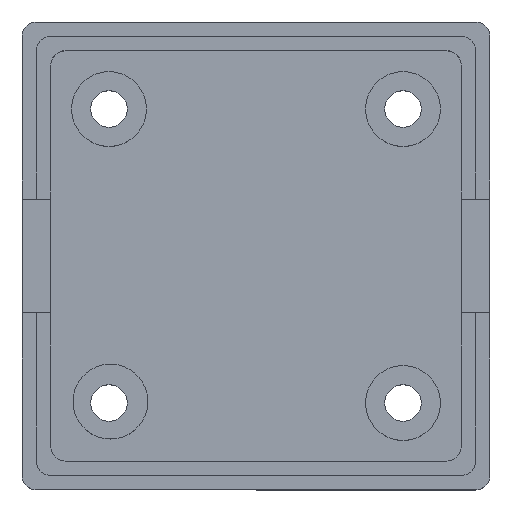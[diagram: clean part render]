
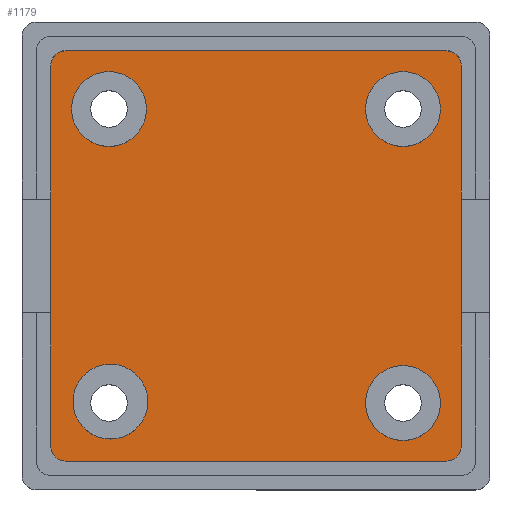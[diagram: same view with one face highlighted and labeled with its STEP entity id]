
A CAD part, top view. The second image highlights one B-rep face of the part: STEP entity #1179.
In plain terms, the highlighted planar face has unit normal (0, 0, 1).
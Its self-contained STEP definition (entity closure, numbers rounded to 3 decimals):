
#19=FACE_BOUND('',#206,.T.);
#20=FACE_BOUND('',#207,.T.);
#21=FACE_BOUND('',#208,.T.);
#22=FACE_BOUND('',#209,.T.);
#69=CIRCLE('',#1264,1.);
#71=CIRCLE('',#1270,1.);
#77=CIRCLE('',#1281,1.);
#78=CIRCLE('',#1283,1.);
#79=CIRCLE('',#1284,2.6);
#80=CIRCLE('',#1285,2.6);
#81=CIRCLE('',#1286,2.6);
#82=CIRCLE('',#1287,2.6);
#137=FACE_OUTER_BOUND('',#205,.T.);
#205=EDGE_LOOP('',(#947,#948,#949,#950,#951,#952,#953,#954));
#206=EDGE_LOOP('',(#955));
#207=EDGE_LOOP('',(#956));
#208=EDGE_LOOP('',(#957));
#209=EDGE_LOOP('',(#958));
#321=LINE('',#1845,#441);
#333=LINE('',#1883,#453);
#339=LINE('',#1899,#459);
#350=LINE('',#1934,#470);
#441=VECTOR('',#1457,10.);
#453=VECTOR('',#1493,10.);
#459=VECTOR('',#1511,10.);
#470=VECTOR('',#1550,10.);
#550=VERTEX_POINT('',#1842);
#551=VERTEX_POINT('',#1844);
#564=VERTEX_POINT('',#1880);
#565=VERTEX_POINT('',#1882);
#568=VERTEX_POINT('',#1896);
#569=VERTEX_POINT('',#1898);
#570=VERTEX_POINT('',#1902);
#579=VERTEX_POINT('',#1933);
#580=VERTEX_POINT('',#1936);
#581=VERTEX_POINT('',#1938);
#582=VERTEX_POINT('',#1940);
#583=VERTEX_POINT('',#1942);
#673=EDGE_CURVE('',#551,#550,#321,.T.);
#693=EDGE_CURVE('',#565,#564,#333,.T.);
#695=EDGE_CURVE('',#564,#551,#69,.T.);
#701=EDGE_CURVE('',#569,#568,#339,.T.);
#704=EDGE_CURVE('',#568,#570,#71,.T.);
#718=EDGE_CURVE('',#550,#569,#77,.T.);
#719=EDGE_CURVE('',#570,#579,#350,.T.);
#720=EDGE_CURVE('',#579,#565,#78,.T.);
#721=EDGE_CURVE('',#580,#580,#79,.T.);
#722=EDGE_CURVE('',#581,#581,#80,.T.);
#723=EDGE_CURVE('',#582,#582,#81,.T.);
#724=EDGE_CURVE('',#583,#583,#82,.T.);
#947=ORIENTED_EDGE('',*,*,#718,.T.);
#948=ORIENTED_EDGE('',*,*,#701,.T.);
#949=ORIENTED_EDGE('',*,*,#704,.T.);
#950=ORIENTED_EDGE('',*,*,#719,.T.);
#951=ORIENTED_EDGE('',*,*,#720,.T.);
#952=ORIENTED_EDGE('',*,*,#693,.T.);
#953=ORIENTED_EDGE('',*,*,#695,.T.);
#954=ORIENTED_EDGE('',*,*,#673,.T.);
#955=ORIENTED_EDGE('',*,*,#721,.T.);
#956=ORIENTED_EDGE('',*,*,#722,.T.);
#957=ORIENTED_EDGE('',*,*,#723,.T.);
#958=ORIENTED_EDGE('',*,*,#724,.T.);
#1132=PLANE('',#1282);
#1179=ADVANCED_FACE('',(#137,#19,#20,#21,#22),#1132,.T.);
#1264=AXIS2_PLACEMENT_3D('',#1886,#1497,#1498);
#1270=AXIS2_PLACEMENT_3D('',#1904,#1516,#1517);
#1281=AXIS2_PLACEMENT_3D('',#1931,#1546,#1547);
#1282=AXIS2_PLACEMENT_3D('',#1932,#1548,#1549);
#1283=AXIS2_PLACEMENT_3D('',#1935,#1551,#1552);
#1284=AXIS2_PLACEMENT_3D('',#1937,#1553,#1554);
#1285=AXIS2_PLACEMENT_3D('',#1939,#1555,#1556);
#1286=AXIS2_PLACEMENT_3D('',#1941,#1557,#1558);
#1287=AXIS2_PLACEMENT_3D('',#1943,#1559,#1560);
#1457=DIRECTION('',(0.,-1.,0.));
#1493=DIRECTION('',(-1.,0.,0.));
#1497=DIRECTION('center_axis',(0.,0.,1.));
#1498=DIRECTION('ref_axis',(-0.707,0.707,0.));
#1511=DIRECTION('',(1.,0.,0.));
#1516=DIRECTION('center_axis',(0.,0.,1.));
#1517=DIRECTION('ref_axis',(0.707,-0.707,0.));
#1546=DIRECTION('center_axis',(0.,0.,1.));
#1547=DIRECTION('ref_axis',(-0.707,-0.707,0.));
#1548=DIRECTION('center_axis',(0.,0.,1.));
#1549=DIRECTION('ref_axis',(1.,0.,0.));
#1550=DIRECTION('',(0.,1.,0.));
#1551=DIRECTION('center_axis',(0.,0.,1.));
#1552=DIRECTION('ref_axis',(0.707,0.707,0.));
#1553=DIRECTION('center_axis',(0.,0.,-1.));
#1554=DIRECTION('ref_axis',(-1.,0.,0.));
#1555=DIRECTION('center_axis',(0.,0.,-1.));
#1556=DIRECTION('ref_axis',(-1.,0.,0.));
#1557=DIRECTION('center_axis',(0.,0.,-1.));
#1558=DIRECTION('ref_axis',(-1.,0.,0.));
#1559=DIRECTION('center_axis',(0.,0.,-1.));
#1560=DIRECTION('ref_axis',(-1.,0.,0.));
#1842=CARTESIAN_POINT('',(1.5,2.5,2.));
#1844=CARTESIAN_POINT('',(1.5,29.,2.));
#1845=CARTESIAN_POINT('',(1.5,8.625,2.));
#1880=CARTESIAN_POINT('',(2.5,30.,2.));
#1882=CARTESIAN_POINT('',(29.,30.,2.));
#1883=CARTESIAN_POINT('',(8.625,30.,2.));
#1886=CARTESIAN_POINT('Origin',(2.5,29.,2.));
#1896=CARTESIAN_POINT('',(29.,1.5,2.));
#1898=CARTESIAN_POINT('',(2.5,1.5,2.));
#1899=CARTESIAN_POINT('',(22.875,1.5,2.));
#1902=CARTESIAN_POINT('',(30.,2.5,2.));
#1904=CARTESIAN_POINT('Origin',(29.,2.5,2.));
#1931=CARTESIAN_POINT('Origin',(2.5,2.5,2.));
#1932=CARTESIAN_POINT('Origin',(15.75,15.75,2.));
#1933=CARTESIAN_POINT('',(30.,29.,2.));
#1934=CARTESIAN_POINT('',(30.,22.875,2.));
#1935=CARTESIAN_POINT('Origin',(29.,29.,2.));
#1936=CARTESIAN_POINT('',(8.24,5.64,2.));
#1937=CARTESIAN_POINT('Origin',(5.64,5.64,2.));
#1938=CARTESIAN_POINT('',(28.56,5.54,2.));
#1939=CARTESIAN_POINT('Origin',(25.96,5.54,2.));
#1940=CARTESIAN_POINT('',(28.56,25.96,2.));
#1941=CARTESIAN_POINT('Origin',(25.96,25.96,2.));
#1942=CARTESIAN_POINT('',(8.14,25.96,2.));
#1943=CARTESIAN_POINT('Origin',(5.54,25.96,2.));
